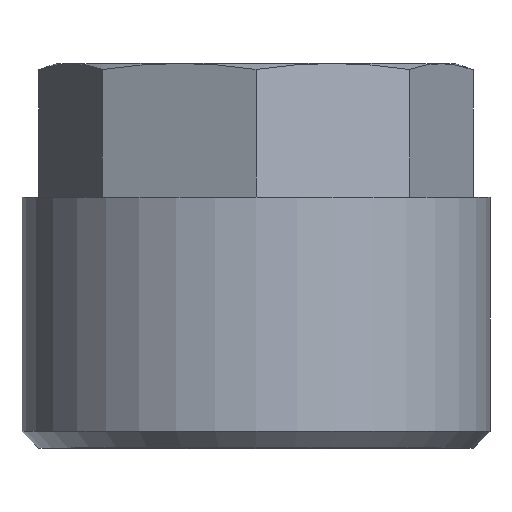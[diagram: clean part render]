
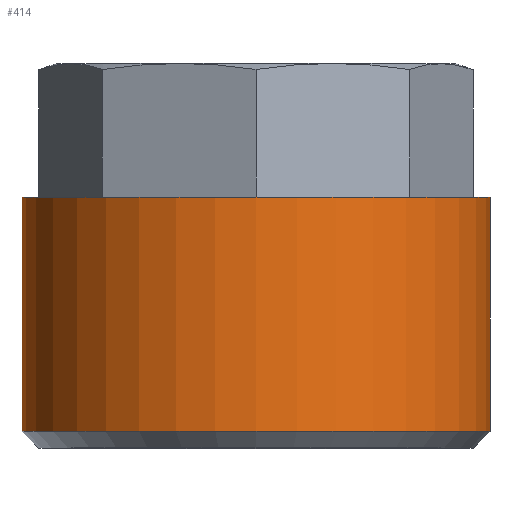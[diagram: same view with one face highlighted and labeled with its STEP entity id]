
A CAD part, top view. The second image highlights one B-rep face of the part: STEP entity #414.
In plain terms, the highlighted cylindrical face has radius 7 mm (diameter 14 mm), a full revolution.
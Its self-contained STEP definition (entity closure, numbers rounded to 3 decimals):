
#83=CYLINDRICAL_SURFACE('',#452,7.);
#89=FACE_BOUND('',#132,.T.);
#98=FACE_OUTER_BOUND('',#131,.T.);
#131=EDGE_LOOP('',(#292));
#132=EDGE_LOOP('',(#293));
#165=CIRCLE('',#448,7.);
#168=CIRCLE('',#453,7.);
#191=VERTEX_POINT('',#636);
#194=VERTEX_POINT('',#644);
#229=EDGE_CURVE('',#191,#191,#165,.T.);
#232=EDGE_CURVE('',#194,#194,#168,.T.);
#292=ORIENTED_EDGE('',*,*,#232,.F.);
#293=ORIENTED_EDGE('',*,*,#229,.T.);
#414=ADVANCED_FACE('',(#98,#89),#83,.T.);
#448=AXIS2_PLACEMENT_3D('',#637,#512,#513);
#452=AXIS2_PLACEMENT_3D('',#643,#520,#521);
#453=AXIS2_PLACEMENT_3D('',#645,#522,#523);
#512=DIRECTION('center_axis',(0.,1.,0.));
#513=DIRECTION('ref_axis',(0.,0.,1.));
#520=DIRECTION('center_axis',(0.,-1.,0.));
#521=DIRECTION('ref_axis',(1.,0.,0.));
#522=DIRECTION('center_axis',(0.,1.,0.));
#523=DIRECTION('ref_axis',(1.,0.,0.));
#636=CARTESIAN_POINT('',(7.,0.5,0.));
#637=CARTESIAN_POINT('Origin',(0.,0.5,0.));
#643=CARTESIAN_POINT('Origin',(0.,7.5,0.));
#644=CARTESIAN_POINT('',(7.,7.5,0.));
#645=CARTESIAN_POINT('Origin',(0.,7.5,0.));
